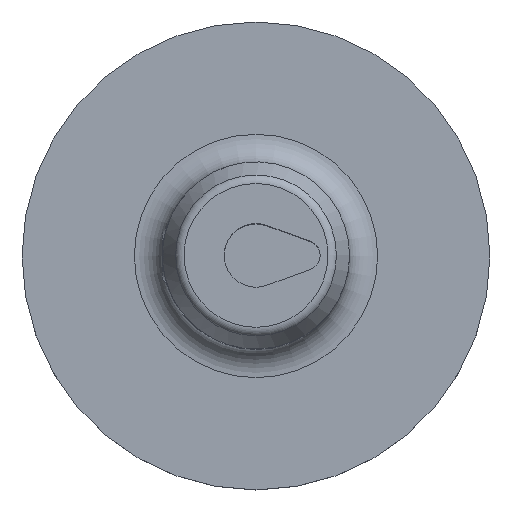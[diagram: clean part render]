
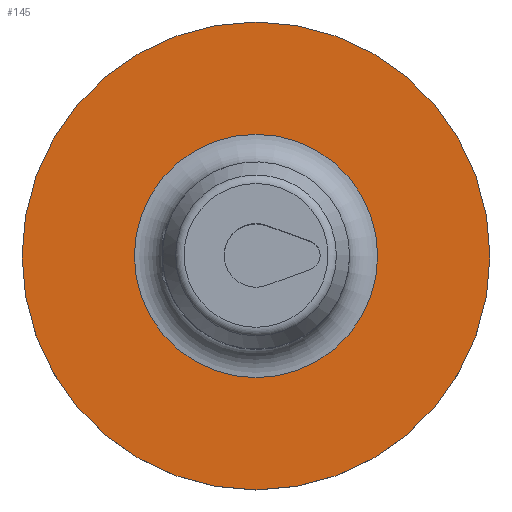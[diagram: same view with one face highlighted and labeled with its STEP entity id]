
A CAD part, top view. The second image highlights one B-rep face of the part: STEP entity #145.
In plain terms, the highlighted planar face has unit normal (0, 0, 1).
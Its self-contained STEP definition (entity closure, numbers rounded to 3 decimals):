
#145=ADVANCED_FACE('',(#181,#182),#167,.F.);
#167=PLANE('',#402);
#181=FACE_BOUND('',#206,.T.);
#182=FACE_BOUND('',#207,.T.);
#206=EDGE_LOOP('',(#264));
#207=EDGE_LOOP('',(#265));
#264=ORIENTED_EDGE('',*,*,#352,.T.);
#265=ORIENTED_EDGE('',*,*,#353,.T.);
#328=VERTEX_POINT('',#681);
#329=VERTEX_POINT('',#683);
#352=EDGE_CURVE('',#328,#328,#378,.T.);
#353=EDGE_CURVE('',#329,#329,#379,.T.);
#378=CIRCLE('',#400,13.);
#379=CIRCLE('',#401,25.);
#400=AXIS2_PLACEMENT_3D('',#680,#453,#454);
#401=AXIS2_PLACEMENT_3D('',#682,#455,#456);
#402=AXIS2_PLACEMENT_3D('',#684,#457,#458);
#453=DIRECTION('',(0.,0.,-1.));
#454=DIRECTION('',(-1.,0.,0.));
#455=DIRECTION('',(0.,0.,1.));
#456=DIRECTION('',(-1.,0.,0.));
#457=DIRECTION('',(0.,0.,-1.));
#458=DIRECTION('',(1.,0.,0.));
#680=CARTESIAN_POINT('',(0.,0.,5.));
#681=CARTESIAN_POINT('',(-13.,0.,5.));
#682=CARTESIAN_POINT('',(0.,0.,5.));
#683=CARTESIAN_POINT('',(-25.,0.,5.));
#684=CARTESIAN_POINT('',(0.,0.,5.));
